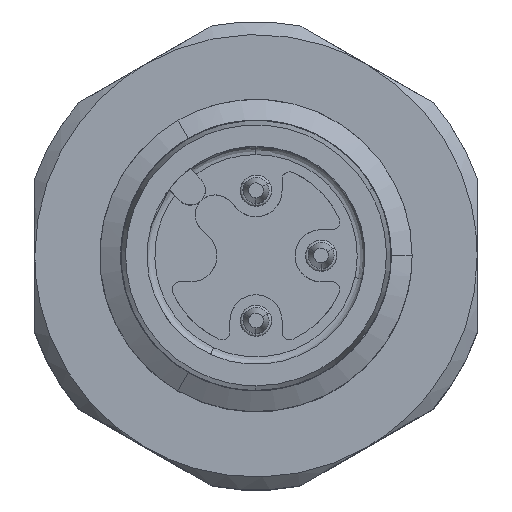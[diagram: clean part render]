
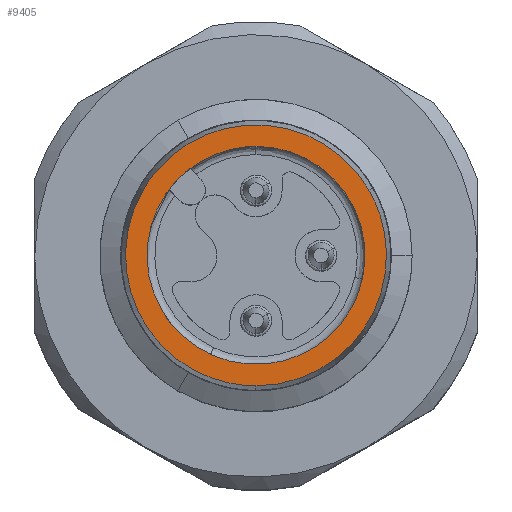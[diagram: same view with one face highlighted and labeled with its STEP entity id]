
A CAD part, top view. The second image highlights one B-rep face of the part: STEP entity #9405.
In plain terms, the highlighted planar face has unit normal (0, 0, 1).
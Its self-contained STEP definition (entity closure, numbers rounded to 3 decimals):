
#9319=AXIS2_PLACEMENT_3D('Plane Axis2P3D',#9316,#9317,#9318) ;
#8550=CARTESIAN_POINT('Control Point',(8.5,13.188,37.2)) ;
#8551=CARTESIAN_POINT('Control Point',(15.753,13.188,37.2)) ;
#8552=CARTESIAN_POINT('Control Point',(12.126,6.906,37.2)) ;
#8553=CARTESIAN_POINT('Vertex',(8.5,13.188,37.2)) ;
#8555=CARTESIAN_POINT('Vertex',(12.126,6.906,37.2)) ;
#9300=CARTESIAN_POINT('Vertex',(4.874,6.906,37.2)) ;
#9304=CARTESIAN_POINT('Control Point',(12.126,6.906,37.2)) ;
#9305=CARTESIAN_POINT('Control Point',(8.5,0.625,37.2)) ;
#9306=CARTESIAN_POINT('Control Point',(4.874,6.906,37.2)) ;
#9316=CARTESIAN_POINT('Axis2P3D Location',(2.986,14.514,37.2)) ;
#9322=CARTESIAN_POINT('Control Point',(8.5,3.988,37.2)) ;
#9323=CARTESIAN_POINT('Control Point',(8.987,3.988,37.2)) ;
#9324=CARTESIAN_POINT('Control Point',(9.501,4.047,37.2)) ;
#9325=CARTESIAN_POINT('Control Point',(10.031,4.178,37.2)) ;
#9326=CARTESIAN_POINT('Control Point',(11.132,4.628,37.2)) ;
#9327=CARTESIAN_POINT('Control Point',(12.106,5.426,37.2)) ;
#9328=CARTESIAN_POINT('Control Point',(12.55,5.934,37.2)) ;
#9329=CARTESIAN_POINT('Control Point',(13.26,7.103,37.2)) ;
#9330=CARTESIAN_POINT('Control Point',(13.547,8.419,37.2)) ;
#9331=CARTESIAN_POINT('Control Point',(13.574,9.088,37.2)) ;
#9332=CARTESIAN_POINT('Control Point',(13.462,10.011,37.2)) ;
#9333=CARTESIAN_POINT('Control Point',(13.18,10.825,37.2)) ;
#9334=CARTESIAN_POINT('Control Point',(13.078,11.066,37.2)) ;
#9335=CARTESIAN_POINT('Control Point',(12.964,11.293,37.2)) ;
#9336=CARTESIAN_POINT('Control Point',(12.841,11.506,37.2)) ;
#9337=CARTESIAN_POINT('Vertex',(8.5,3.988,37.2)) ;
#9339=CARTESIAN_POINT('Vertex',(12.841,11.506,37.2)) ;
#9343=CARTESIAN_POINT('Control Point',(12.841,11.506,37.2)) ;
#9344=CARTESIAN_POINT('Control Point',(12.597,11.928,37.2)) ;
#9345=CARTESIAN_POINT('Control Point',(12.289,12.344,37.2)) ;
#9346=CARTESIAN_POINT('Control Point',(11.91,12.737,37.2)) ;
#9347=CARTESIAN_POINT('Control Point',(10.971,13.466,37.2)) ;
#9348=CARTESIAN_POINT('Control Point',(9.792,13.911,37.2)) ;
#9349=CARTESIAN_POINT('Control Point',(9.13,14.041,37.2)) ;
#9350=CARTESIAN_POINT('Control Point',(7.763,14.071,37.2)) ;
#9351=CARTESIAN_POINT('Control Point',(6.479,13.662,37.2)) ;
#9352=CARTESIAN_POINT('Control Point',(5.886,13.35,37.2)) ;
#9353=CARTESIAN_POINT('Control Point',(5.143,12.792,37.2)) ;
#9354=CARTESIAN_POINT('Control Point',(4.579,12.14,37.2)) ;
#9355=CARTESIAN_POINT('Control Point',(4.422,11.931,37.2)) ;
#9356=CARTESIAN_POINT('Control Point',(4.282,11.719,37.2)) ;
#9357=CARTESIAN_POINT('Control Point',(4.159,11.506,37.2)) ;
#9358=CARTESIAN_POINT('Vertex',(4.159,11.506,37.2)) ;
#9362=CARTESIAN_POINT('Control Point',(4.159,11.506,37.2)) ;
#9363=CARTESIAN_POINT('Control Point',(3.916,11.084,37.2)) ;
#9364=CARTESIAN_POINT('Control Point',(3.71,10.609,37.2)) ;
#9365=CARTESIAN_POINT('Control Point',(3.559,10.085,37.2)) ;
#9366=CARTESIAN_POINT('Control Point',(3.397,8.907,37.2)) ;
#9367=CARTESIAN_POINT('Control Point',(3.601,7.664,37.2)) ;
#9368=CARTESIAN_POINT('Control Point',(3.819,7.026,37.2)) ;
#9369=CARTESIAN_POINT('Control Point',(4.477,5.826,37.2)) ;
#9370=CARTESIAN_POINT('Control Point',(5.473,4.919,37.2)) ;
#9371=CARTESIAN_POINT('Control Point',(6.039,4.561,37.2)) ;
#9372=CARTESIAN_POINT('Control Point',(6.895,4.197,37.2)) ;
#9373=CARTESIAN_POINT('Control Point',(7.741,4.035,37.2)) ;
#9374=CARTESIAN_POINT('Control Point',(8.001,4.003,37.2)) ;
#9375=CARTESIAN_POINT('Control Point',(8.254,3.988,37.2)) ;
#9376=CARTESIAN_POINT('Control Point',(8.5,3.988,37.2)) ;
#9384=CARTESIAN_POINT('Control Point',(4.874,6.906,37.2)) ;
#9385=CARTESIAN_POINT('Control Point',(4.653,7.289,37.2)) ;
#9386=CARTESIAN_POINT('Control Point',(4.469,7.724,37.2)) ;
#9387=CARTESIAN_POINT('Control Point',(4.34,8.207,37.2)) ;
#9388=CARTESIAN_POINT('Control Point',(4.241,9.201,37.2)) ;
#9389=CARTESIAN_POINT('Control Point',(4.449,10.227,37.2)) ;
#9390=CARTESIAN_POINT('Control Point',(4.625,10.707,37.2)) ;
#9391=CARTESIAN_POINT('Control Point',(5.182,11.708,37.2)) ;
#9392=CARTESIAN_POINT('Control Point',(6.028,12.465,37.2)) ;
#9393=CARTESIAN_POINT('Control Point',(6.556,12.779,37.2)) ;
#9394=CARTESIAN_POINT('Control Point',(7.283,13.053,37.2)) ;
#9395=CARTESIAN_POINT('Control Point',(7.99,13.162,37.2)) ;
#9396=CARTESIAN_POINT('Control Point',(8.164,13.179,37.2)) ;
#9397=CARTESIAN_POINT('Control Point',(8.334,13.188,37.2)) ;
#9398=CARTESIAN_POINT('Control Point',(8.5,13.188,37.2)) ;
#9317=DIRECTION('Axis2P3D Direction',(0.,0.,1.)) ;
#9318=DIRECTION('Axis2P3D XDirection',(0.,-1.,0.)) ;
#9379=ORIENTED_EDGE('',*,*,#9341,.T.) ;
#9380=ORIENTED_EDGE('',*,*,#9360,.T.) ;
#9381=ORIENTED_EDGE('',*,*,#9377,.T.) ;
#9401=ORIENTED_EDGE('',*,*,#8557,.T.) ;
#9402=ORIENTED_EDGE('',*,*,#9307,.T.) ;
#9403=ORIENTED_EDGE('',*,*,#9399,.T.) ;
#9404=FACE_BOUND('',#9400,.T.) ;
#9405=ADVANCED_FACE('FKM5-FKM5-FSM5_stp.1\\instance id 0\\instance id 4\\R2',(#9382,#9404),#9320,.T.) ;
#9321=B_SPLINE_CURVE_WITH_KNOTS('',5,(#9322,#9323,#9324,#9325,#9326,#9327,#9328,#9329,#9330,#9331,#9332,#9333,#9334,#9335,#9336),.UNSPECIFIED.,.F.,.U.,(6,3,3,3,6),(0.,5.446,11.421,17.558,20.31),.UNSPECIFIED.) ;
#9342=B_SPLINE_CURVE_WITH_KNOTS('',5,(#9343,#9344,#9345,#9346,#9347,#9348,#9349,#9350,#9351,#9352,#9353,#9354,#9355,#9356,#9357),.UNSPECIFIED.,.F.,.U.,(6,3,3,3,6),(0.,5.446,11.421,17.558,20.31),.UNSPECIFIED.) ;
#9361=B_SPLINE_CURVE_WITH_KNOTS('',5,(#9362,#9363,#9364,#9365,#9366,#9367,#9368,#9369,#9370,#9371,#9372,#9373,#9374,#9375,#9376),.UNSPECIFIED.,.F.,.U.,(6,3,3,3,6),(0.,5.446,11.421,17.558,20.31),.UNSPECIFIED.) ;
#9383=B_SPLINE_CURVE_WITH_KNOTS('',5,(#9384,#9385,#9386,#9387,#9388,#9389,#9390,#9391,#9392,#9393,#9394,#9395,#9396,#9397,#9398),.UNSPECIFIED.,.F.,.U.,(6,3,3,3,6),(0.,4.939,9.48,15.11,16.969),.UNSPECIFIED.) ;
#8557=EDGE_CURVE('',#8554,#8556,#8549,.T.) ;
#9307=EDGE_CURVE('',#8556,#9301,#9303,.T.) ;
#9341=EDGE_CURVE('',#9338,#9340,#9321,.T.) ;
#9360=EDGE_CURVE('',#9340,#9359,#9342,.T.) ;
#9377=EDGE_CURVE('',#9359,#9338,#9361,.T.) ;
#9399=EDGE_CURVE('',#9301,#8554,#9383,.T.) ;
#9378=EDGE_LOOP('',(#9379,#9380,#9381)) ;
#9400=EDGE_LOOP('',(#9401,#9402,#9403)) ;
#9382=FACE_OUTER_BOUND('',#9378,.T.) ;
#9320=PLANE('',#9319) ;
#8554=VERTEX_POINT('',#8553) ;
#8556=VERTEX_POINT('',#8555) ;
#9301=VERTEX_POINT('',#9300) ;
#9338=VERTEX_POINT('',#9337) ;
#9340=VERTEX_POINT('',#9339) ;
#9359=VERTEX_POINT('',#9358) ;
#8549=(BOUNDED_CURVE()B_SPLINE_CURVE(2,(#8550,#8551,#8552),.UNSPECIFIED.,.F.,.U.)B_SPLINE_CURVE_WITH_KNOTS((3,3),(0.,14.506),.UNSPECIFIED.)CURVE()GEOMETRIC_REPRESENTATION_ITEM()RATIONAL_B_SPLINE_CURVE((1.,0.5,1.))REPRESENTATION_ITEM('')) ;
#9303=(BOUNDED_CURVE()B_SPLINE_CURVE(2,(#9304,#9305,#9306),.UNSPECIFIED.,.F.,.U.)B_SPLINE_CURVE_WITH_KNOTS((3,3),(14.506,29.012),.UNSPECIFIED.)CURVE()GEOMETRIC_REPRESENTATION_ITEM()RATIONAL_B_SPLINE_CURVE((1.,0.5,1.))REPRESENTATION_ITEM('')) ;
